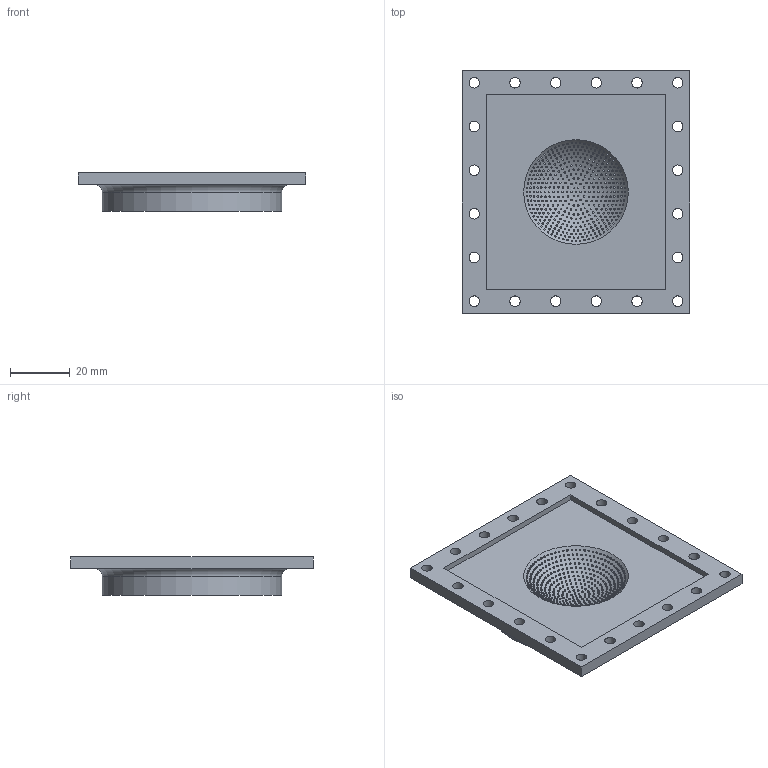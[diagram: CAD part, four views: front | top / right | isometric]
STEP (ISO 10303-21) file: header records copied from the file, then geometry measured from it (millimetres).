
FILE_DESCRIPTION(/* description */ (''),/* implementation_level */ '2;1');
FILE_NAME(/* name */ 'SiliconeMold.step',/* time_stamp */ '2024-09-18T16:50:48+02:00',/* author */ (''),/* organization */ (''),/* preprocessor_version */ 'ST-DEVELOPER v20',/* originating_system */ 'Autodesk Translation Framework v13.14.0.145',/* authorisation */ '');
FILE_SCHEMA (('AUTOMOTIVE_DESIGN { 1 0 10303 214 3 1 1 }'));
Length unit declared in the file: millimetre
Products named in the file (1): SiMoldRealCurveCircleSmall
Bounding box: 76 x 81 x 12.86 mm (x, y, z)
Volume: 37062.1 mm3; surface area: 16523.1 mm2
Topology: 1 solids, 2 shells, 976 faces, 2466 edges, 1483 vertices
Faces by surface type: cylinder 491, sphere 471, plane 13, torus 1
Full cylindrical faces by diameter (mm): 0.45 x469, 3.5 x20, 38.116 x1, 60 x1
Entity records: 27267 total; most frequent: DIRECTION 5433, CARTESIAN_POINT 4457, ORIENTED_EDGE 3994, AXIS2_PLACEMENT_3D 2459, EDGE_CURVE 1997, VERTEX_POINT 1483, CIRCLE 1482, EDGE_LOOP 1476
